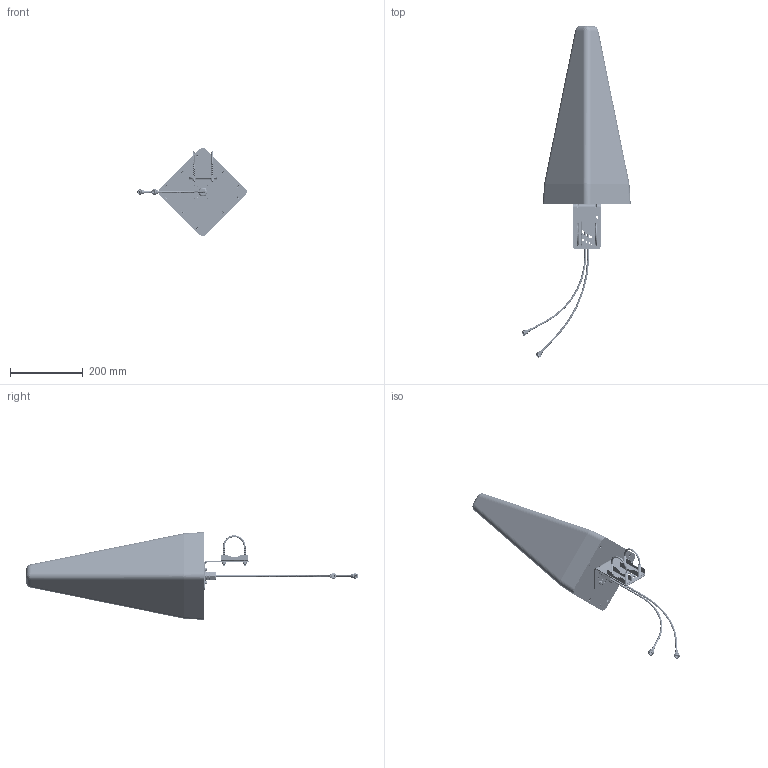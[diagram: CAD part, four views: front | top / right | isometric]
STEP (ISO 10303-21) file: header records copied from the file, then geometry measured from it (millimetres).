
FILE_DESCRIPTION (( 'STEP AP203' ), '1' );
FILE_NAME ('FMANLP1004_3D.STEP', '2022-03-25T20:39:36', ( '' ), ( '' ), 'SwSTEP 2.0', 'SolidWorks 2021', '' );
FILE_SCHEMA (( 'CONFIG_CONTROL_DESIGN' ));
Length unit declared in the file: inch
Products named in the file (19): Copy of DIANPIAN_6_1^FMANLP1004; Copy of TANJIE_6_1^FMANLP1004; Copy of LUOMU_M6_1^Copy of JM_TA_ASM_1_FMANLP1004; Copy of HM6X16^FMANLP1004; Copy of JM_TA_ASM_1^FMANLP1004; Copy of DIBAN^FMANLP1004; Copy of TANJIE_6_1^Copy of JM_TA_ASM_1_FMANLP1004; Copy of N-C-K3_1^FMANLP1004; Copy of TAOGUAN_N-C-K3_1^FMANLP1004; Copy of PG135^FMANLP1004; Copy of DIANLAN_1^FMANLP1004; Copy of FANGZHAO^FMANLP1004; Copy of KM4X10^FMANLP1004; Copy of DIANPIAN_6X13X1_1^Copy of JM_TA_ASM_1_FMANLP1004; Copy of JM_TA_01_1^Copy of JM_TA_ASM_1_FMANLP1004; Copy of M6_MANGKONGYAMAOLUOMU^FMANLP1004; Copy of JM_TA_03_1^Copy of JM_TA_ASM_1_FMANLP1004; Copy of JM_TA_02_1^Copy of JM_TA_ASM_1_FMANLP1004; FMANLP1004_3D
Assembly tree (54 placements, depth 3):
  FMANLP1004_3D
    Copy of FANGZHAO^FMANLP1004
    Copy of DIBAN^FMANLP1004
    Copy of M6_MANGKONGYAMAOLUOMU^FMANLP1004  x4
    Copy of JM_TA_ASM_1^FMANLP1004
      Copy of JM_TA_01_1^Copy of JM_TA_ASM_1_FMANLP1004
      Copy of JM_TA_02_1^Copy of JM_TA_ASM_1_FMANLP1004  x2
      Copy of JM_TA_03_1^Copy of JM_TA_ASM_1_FMANLP1004  x2
      Copy of DIANPIAN_6X13X1_1^Copy of JM_TA_ASM_1_FMANLP1004  x4
      Copy of TANJIE_6_1^Copy of JM_TA_ASM_1_FMANLP1004  x4
      Copy of LUOMU_M6_1^Copy of JM_TA_ASM_1_FMANLP1004  x4
    Copy of KM4X10^FMANLP1004  x12
    Copy of DIANPIAN_6_1^FMANLP1004  x4
    Copy of TANJIE_6_1^FMANLP1004  x4
    Copy of HM6X16^FMANLP1004  x4
    Copy of PG135^FMANLP1004
    Copy of DIANLAN_1^FMANLP1004
    Copy of N-C-K3_1^FMANLP1004  x2
    Copy of TAOGUAN_N-C-K3_1^FMANLP1004  x2
Bounding box: 301.39 x 914.27 x 242.14 mm (x, y, z)
Volume: 863913.3 mm3; surface area: 634238.6 mm2
Topology: 54 solids, 54 shells, 2525 faces, 6293 edges, 3896 vertices
Faces by surface type: cylinder 948, plane 676, bspline 542, cone 359
Entity records: 84021 total; most frequent: CARTESIAN_POINT 54219, ORIENTED_EDGE 6016, DIRECTION 4911, EDGE_CURVE 3008, VERTEX_POINT 1881, AXIS2_PLACEMENT_3D 1845, EDGE_LOOP 1327, VECTOR 1221
